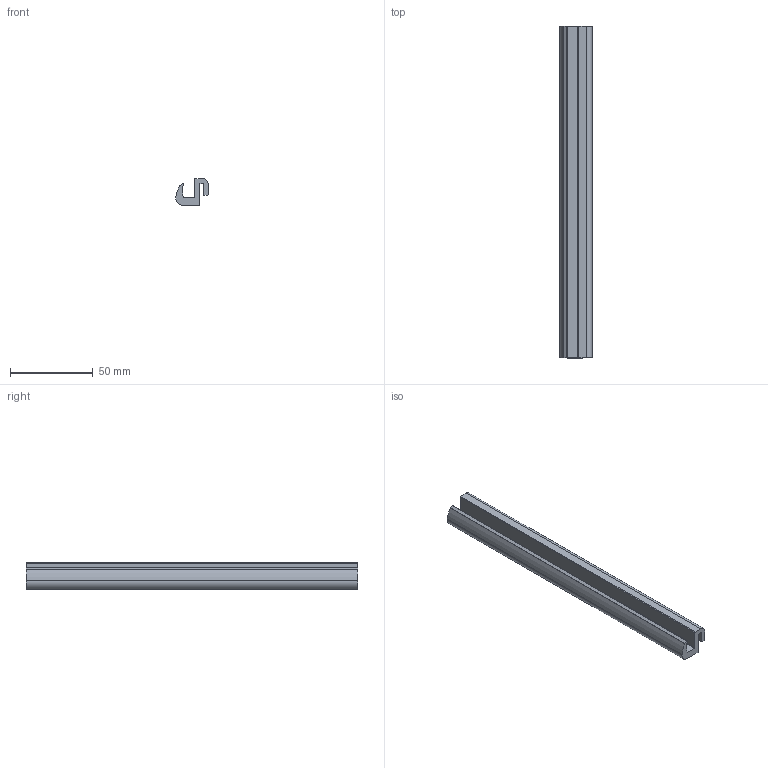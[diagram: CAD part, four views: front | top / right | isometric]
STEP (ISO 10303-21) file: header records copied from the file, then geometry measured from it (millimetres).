
FILE_DESCRIPTION((''),'2;1');
FILE_NAME('','2006-11-07T16:09:29',(''),(''),'','CADfix','');
FILE_SCHEMA(('AUTOMOTIVE_DESIGN'));
Length unit declared in the file: millimetre
Products named in the file (1): gasket
Bounding box: 19.4 x 200 x 16.2 mm (x, y, z)
Volume: 30864.1 mm3; surface area: 19426.7 mm2
Topology: 1 solids, 1 shells, 25 faces, 69 edges, 46 vertices
Faces by surface type: bspline 25
Entity records: 754 total; most frequent: CARTESIAN_POINT 349, ORIENTED_EDGE 138, EDGE_CURVE 69, VERTEX_POINT 46, QUASI_UNIFORM_CURVE 43, EDGE_LOOP 25, FACE_OUTER_BOUND 25, ADVANCED_FACE 25
